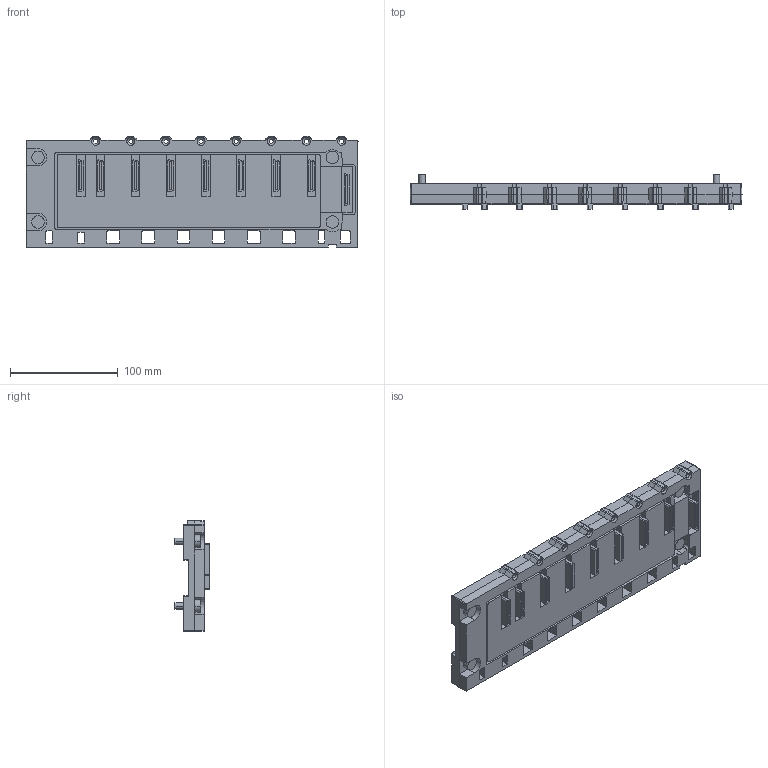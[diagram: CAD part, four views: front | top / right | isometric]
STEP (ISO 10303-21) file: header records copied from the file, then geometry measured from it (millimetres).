
FILE_DESCRIPTION(('starvars output'),'2;1');
FILE_NAME('BMXXBP0600H_3D.stp','12:24:40 2020/04/01',( 'Thomas Industrial Network Germany GmbH'),( 'Thomas Industrial Network Germany GmbH'),'unknown preprocess','ACIS' ,'unknown authorization');
FILE_SCHEMA(('CONFIG_CONTROL_DESIGN {UNKNOWN IMPLEMENTATION LEVEL}'));
Length unit declared in the file: millimetre
Products named in the file (1): PRODUCT_ID_8
Bounding box: 308 x 32.3 x 103.7 mm (x, y, z)
Volume: 483696.4 mm3; surface area: 113938.8 mm2
Topology: 1 solids, 1 shells, 504 faces, 1362 edges, 880 vertices
Faces by surface type: plane 310, cylinder 130, cone 64
Entity records: 15052 total; most frequent: ORIENTED_EDGE 2724, CARTESIAN_POINT 2562, DIRECTION 2443, EDGE_CURVE 1362, VECTOR 921, LINE 921, VERTEX_POINT 880, AXIS2_PLACEMENT_3D 761
